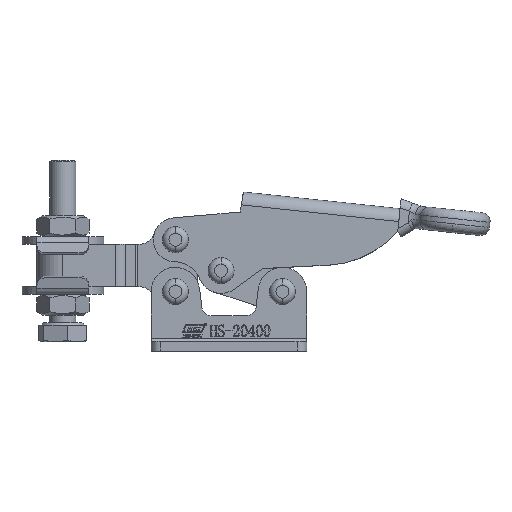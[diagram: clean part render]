
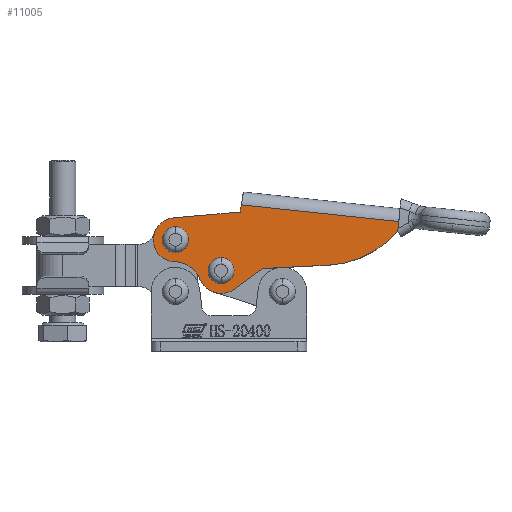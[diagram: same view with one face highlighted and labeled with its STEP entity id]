
A CAD part, top view. The second image highlights one B-rep face of the part: STEP entity #11005.
In plain terms, the highlighted face is planar.
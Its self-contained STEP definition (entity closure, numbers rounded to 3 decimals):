
#780 = CARTESIAN_POINT ( 'NONE',  ( 3.5, 3., 1.527 ) ) ;
#796 = CARTESIAN_POINT ( 'NONE',  ( 6.924, 3., 35.451 ) ) ;
#878 = CARTESIAN_POINT ( 'NONE',  ( 13.924, 3., 27.951 ) ) ;
#944 = CARTESIAN_POINT ( 'NONE',  ( 11.813, 3., 35.18 ) ) ;
#2248 = LINE ( 'NONE', #24496, #2265 ) ;
#2258 = LINE ( 'NONE', #24509, #2261 ) ;
#2261 = VECTOR ( 'NONE', #24512, 1000. ) ;
#2262 = LINE ( 'NONE', #24493, #2269 ) ;
#2265 = VECTOR ( 'NONE', #24518, 1000. ) ;
#2266 = LINE ( 'NONE', #24645, #2297 ) ;
#2269 = VECTOR ( 'NONE', #24526, 1000. ) ;
#2276 = CIRCLE ( 'NONE', #7569, 14.84 ) ;
#2278 = LINE ( 'NONE', #24545, #2280 ) ;
#2280 = VECTOR ( 'NONE', #24547, 1000. ) ;
#2282 = CIRCLE ( 'NONE', #7571, 4.31 ) ;
#2284 = CIRCLE ( 'NONE', #7572, 3.4 ) ;
#2286 = CIRCLE ( 'NONE', #7573, 3.5 ) ;
#2289 = CIRCLE ( 'NONE', #7575, 1.5 ) ;
#2292 = CIRCLE ( 'NONE', #7577, 1.5 ) ;
#2297 = VECTOR ( 'NONE', #24635, 1000. ) ;
#3393 = ORIENTED_EDGE ( 'NONE', *, *, #17971, .T. ) ;
#3394 = ORIENTED_EDGE ( 'NONE', *, *, #18724, .F. ) ;
#3400 = ORIENTED_EDGE ( 'NONE', *, *, #17967, .F. ) ;
#3442 = ORIENTED_EDGE ( 'NONE', *, *, #18735, .T. ) ;
#3443 = ORIENTED_EDGE ( 'NONE', *, *, #18713, .T. ) ;
#3447 = ORIENTED_EDGE ( 'NONE', *, *, #18730, .T. ) ;
#3448 = ORIENTED_EDGE ( 'NONE', *, *, #18727, .T. ) ;
#3449 = ORIENTED_EDGE ( 'NONE', *, *, #18077, .T. ) ;
#3450 = ORIENTED_EDGE ( 'NONE', *, *, #18728, .T. ) ;
#3451 = ORIENTED_EDGE ( 'NONE', *, *, #18717, .T. ) ;
#3452 = ORIENTED_EDGE ( 'NONE', *, *, #18715, .T. ) ;
#3456 = ORIENTED_EDGE ( 'NONE', *, *, #18723, .T. ) ;
#3457 = ORIENTED_EDGE ( 'NONE', *, *, #18737, .T. ) ;
#3458 = ORIENTED_EDGE ( 'NONE', *, *, #17965, .T. ) ;
#3459 = ORIENTED_EDGE ( 'NONE', *, *, #18047, .T. ) ;
#3461 = ORIENTED_EDGE ( 'NONE', *, *, #18732, .T. ) ;
#5003 = DIRECTION ( 'NONE',  ( 1., 0., 0. ) ) ;
#5005 = PLANE ( 'NONE',  #25018 ) ;
#5007 = CARTESIAN_POINT ( 'NONE',  ( 20., 3., 50. ) ) ;
#5013 = DIRECTION ( 'NONE',  ( 0., -1., 0. ) ) ;
#7209 = EDGE_LOOP ( 'NONE', ( #3452, #3451, #3450, #3449, #3448, #3447, #3443, #3457, #3456, #3394, #3458, #3400 ) ) ;
#7363 = AXIS2_PLACEMENT_3D ( 'NONE', #16387, #16386, #16385 ) ;
#7378 = AXIS2_PLACEMENT_3D ( 'NONE', #10764, #10762, #10760 ) ;
#7385 = AXIS2_PLACEMENT_3D ( 'NONE', #10597, #10593, #10590 ) ;
#7569 = AXIS2_PLACEMENT_3D ( 'NONE', #24565, #24567, #24569 ) ;
#7571 = AXIS2_PLACEMENT_3D ( 'NONE', #24587, #24589, #24591 ) ;
#7572 = AXIS2_PLACEMENT_3D ( 'NONE', #24594, #24596, #24598 ) ;
#7573 = AXIS2_PLACEMENT_3D ( 'NONE', #24604, #24606, #24608 ) ;
#7575 = AXIS2_PLACEMENT_3D ( 'NONE', #24621, #24623, #24625 ) ;
#7577 = AXIS2_PLACEMENT_3D ( 'NONE', #24639, #24641, #24643 ) ;
#8886 = CARTESIAN_POINT ( 'NONE',  ( 15.025, 3., 25.609 ) ) ;
#9000 = CARTESIAN_POINT ( 'NONE',  ( 10.924, 3., 27.951 ) ) ;
#9042 = CARTESIAN_POINT ( 'NONE',  ( 11.799, 3., 34.837 ) ) ;
#9196 = CARTESIAN_POINT ( 'NONE',  ( 2., 3., 0. ) ) ;
#9270 = CARTESIAN_POINT ( 'NONE',  ( 3.116, 3., 25.963 ) ) ;
#9345 = CARTESIAN_POINT ( 'NONE',  ( 11.418, 3., 21.604 ) ) ;
#9454 = CARTESIAN_POINT ( 'NONE',  ( 9.924, 3., 35.451 ) ) ;
#9677 = CARTESIAN_POINT ( 'NONE',  ( 14.075, 3., 31.037 ) ) ;
#9769 = CARTESIAN_POINT ( 'NONE',  ( 2., 3., 25.905 ) ) ;
#9807 = CARTESIAN_POINT ( 'NONE',  ( 3.5, 3., 0. ) ) ;
#9845 = CARTESIAN_POINT ( 'NONE',  ( 9.815, 3., 11.479 ) ) ;
#10370 = EDGE_LOOP ( 'NONE', ( #3442, #3393 ) ) ;
#10590 = DIRECTION ( 'NONE',  ( -1., 0., 0. ) ) ;
#10593 = DIRECTION ( 'NONE',  ( 0., -1., 0. ) ) ;
#10597 = CARTESIAN_POINT ( 'NONE',  ( 16.109, 3., 34.837 ) ) ;
#10760 = DIRECTION ( 'NONE',  ( 1., 0., 0. ) ) ;
#10762 = DIRECTION ( 'NONE',  ( 0., -1., 0. ) ) ;
#10764 = CARTESIAN_POINT ( 'NONE',  ( 12.424, 3., 27.951 ) ) ;
#10871 = CARTESIAN_POINT ( 'NONE',  ( 5.086, 3., 36.1 ) ) ;
#11005 = ADVANCED_FACE ( 'NONE', ( #23328, #23337, #23313 ), #5005, .F. ) ;
#15267 = VERTEX_POINT ( 'NONE', #9454 ) ;
#15368 = VERTEX_POINT ( 'NONE', #9270 ) ;
#15442 = VERTEX_POINT ( 'NONE', #9196 ) ;
#15479 = VERTEX_POINT ( 'NONE', #9042 ) ;
#15546 = VERTEX_POINT ( 'NONE', #8886 ) ;
#15600 = VERTEX_POINT ( 'NONE', #9000 ) ;
#15614 = VERTEX_POINT ( 'NONE', #9345 ) ;
#15666 = VERTEX_POINT ( 'NONE', #9677 ) ;
#15698 = VERTEX_POINT ( 'NONE', #9769 ) ;
#15699 = VERTEX_POINT ( 'NONE', #9807 ) ;
#15735 = VERTEX_POINT ( 'NONE', #9845 ) ;
#15883 = VERTEX_POINT ( 'NONE', #944 ) ;
#15915 = VERTEX_POINT ( 'NONE', #878 ) ;
#15977 = VERTEX_POINT ( 'NONE', #796 ) ;
#15993 = VERTEX_POINT ( 'NONE', #780 ) ;
#16385 = DIRECTION ( 'NONE',  ( 1., 0., 0. ) ) ;
#16386 = DIRECTION ( 'NONE',  ( 0., -1., 0. ) ) ;
#16387 = CARTESIAN_POINT ( 'NONE',  ( 8.424, 3., 35.451 ) ) ;
#16391 = DIRECTION ( 'NONE',  ( -1., 0., 0. ) ) ;
#16392 = CARTESIAN_POINT ( 'NONE',  ( 20., 3., 0. ) ) ;
#16397 = DIRECTION ( 'NONE',  ( 0., 0., -1. ) ) ;
#16398 = CARTESIAN_POINT ( 'NONE',  ( 2., 3., 50. ) ) ;
#17965 = EDGE_CURVE ( 'NONE', #15699, #15442, #22863, .T. ) ;
#17967 = EDGE_CURVE ( 'NONE', #15698, #15442, #22864, .T. ) ;
#17971 = EDGE_CURVE ( 'NONE', #15977, #15267, #22866, .T. ) ;
#18035 = VERTEX_POINT ( 'NONE', #10871 ) ;
#18047 = EDGE_CURVE ( 'NONE', #15600, #15915, #22910, .T. ) ;
#18077 = EDGE_CURVE ( 'NONE', #15883, #15479, #22931, .T. ) ;
#18713 = EDGE_CURVE ( 'NONE', #15546, #15614, #2258, .T. ) ;
#18715 = EDGE_CURVE ( 'NONE', #15698, #15368, #2248, .T. ) ;
#18717 = EDGE_CURVE ( 'NONE', #15368, #18035, #2262, .T. ) ;
#18723 = EDGE_CURVE ( 'NONE', #15735, #15993, #2276, .T. ) ;
#18724 = EDGE_CURVE ( 'NONE', #15699, #15993, #2278, .T. ) ;
#18727 = EDGE_CURVE ( 'NONE', #15479, #15666, #2282, .T. ) ;
#18728 = EDGE_CURVE ( 'NONE', #18035, #15883, #2284, .T. ) ;
#18730 = EDGE_CURVE ( 'NONE', #15666, #15546, #2286, .T. ) ;
#18732 = EDGE_CURVE ( 'NONE', #15915, #15600, #2289, .T. ) ;
#18735 = EDGE_CURVE ( 'NONE', #15267, #15977, #2292, .T. ) ;
#18737 = EDGE_CURVE ( 'NONE', #15614, #15735, #2266, .T. ) ;
#18826 = EDGE_LOOP ( 'NONE', ( #3461, #3459 ) ) ;
#22863 = LINE ( 'NONE', #16392, #22865 ) ;
#22864 = LINE ( 'NONE', #16398, #22867 ) ;
#22865 = VECTOR ( 'NONE', #16391, 1000. ) ;
#22866 = CIRCLE ( 'NONE', #7363, 1.5 ) ;
#22867 = VECTOR ( 'NONE', #16397, 1000. ) ;
#22910 = CIRCLE ( 'NONE', #7378, 1.5 ) ;
#22931 = CIRCLE ( 'NONE', #7385, 4.31 ) ;
#23313 = FACE_OUTER_BOUND ( 'NONE', #7209, .T. ) ;
#23328 = FACE_BOUND ( 'NONE', #10370, .T. ) ;
#23337 = FACE_BOUND ( 'NONE', #18826, .T. ) ;
#24493 = CARTESIAN_POINT ( 'NONE',  ( -1.861, 3., 0.362 ) ) ;
#24496 = CARTESIAN_POINT ( 'NONE',  ( -1.348, 3., 25.729 ) ) ;
#24509 = CARTESIAN_POINT ( 'NONE',  ( -4.437, 3., 3.995 ) ) ;
#24512 = DIRECTION ( 'NONE',  ( -0.669, 0., -0.743 ) ) ;
#24518 = DIRECTION ( 'NONE',  ( 0.999, 0., 0.052 ) ) ;
#24526 = DIRECTION ( 'NONE',  ( 0.191, 0., 0.982 ) ) ;
#24545 = CARTESIAN_POINT ( 'NONE',  ( 3.5, 3., 0. ) ) ;
#24547 = DIRECTION ( 'NONE',  ( 0., 0., 1. ) ) ;
#24565 = CARTESIAN_POINT ( 'NONE',  ( -4.843, 3., 13.8 ) ) ;
#24567 = DIRECTION ( 'NONE',  ( 0., 1., 0. ) ) ;
#24569 = DIRECTION ( 'NONE',  ( -1., 0., 0. ) ) ;
#24587 = CARTESIAN_POINT ( 'NONE',  ( 16.109, 3., 34.837 ) ) ;
#24589 = DIRECTION ( 'NONE',  ( 0., -1., 0. ) ) ;
#24591 = DIRECTION ( 'NONE',  ( -1., 0., 0. ) ) ;
#24594 = CARTESIAN_POINT ( 'NONE',  ( 8.424, 3., 35.451 ) ) ;
#24596 = DIRECTION ( 'NONE',  ( 0., 1., 0. ) ) ;
#24598 = DIRECTION ( 'NONE',  ( -1., 0., 0. ) ) ;
#24604 = CARTESIAN_POINT ( 'NONE',  ( 12.424, 3., 27.951 ) ) ;
#24606 = DIRECTION ( 'NONE',  ( 0., 1., 0. ) ) ;
#24608 = DIRECTION ( 'NONE',  ( -1., 0., 0. ) ) ;
#24621 = CARTESIAN_POINT ( 'NONE',  ( 12.424, 3., 27.951 ) ) ;
#24623 = DIRECTION ( 'NONE',  ( 0., -1., 0. ) ) ;
#24625 = DIRECTION ( 'NONE',  ( 1., 0., 0. ) ) ;
#24635 = DIRECTION ( 'NONE',  ( -0.156, 0., -0.988 ) ) ;
#24639 = CARTESIAN_POINT ( 'NONE',  ( 8.424, 3., 35.451 ) ) ;
#24641 = DIRECTION ( 'NONE',  ( 0., -1., 0. ) ) ;
#24643 = DIRECTION ( 'NONE',  ( 1., 0., 0. ) ) ;
#24645 = CARTESIAN_POINT ( 'NONE',  ( 7.801, 3., -1.236 ) ) ;
#25018 = AXIS2_PLACEMENT_3D ( 'NONE', #5007, #5013, #5003 ) ;
